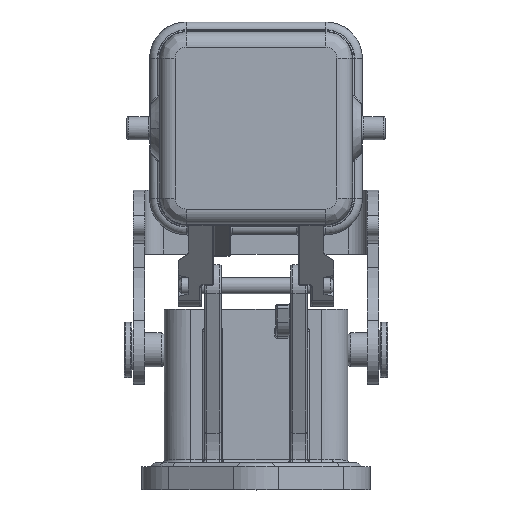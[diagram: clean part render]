
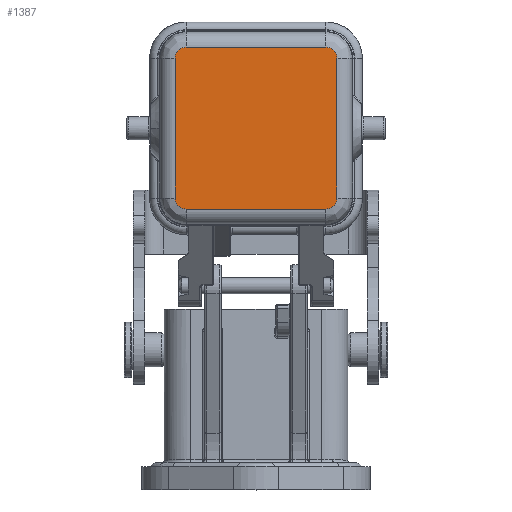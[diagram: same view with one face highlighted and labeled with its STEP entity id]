
A CAD part, top view. The second image highlights one B-rep face of the part: STEP entity #1387.
In plain terms, the highlighted planar face has unit normal (0, 0, 1).
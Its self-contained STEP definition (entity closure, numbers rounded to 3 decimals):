
#917=CIRCLE('',#9181,1.429);
#918=CIRCLE('',#9182,1.429);
#919=CIRCLE('',#9183,1.429);
#920=CIRCLE('',#9184,1.429);
#1387=ADVANCED_FACE('',(#2114),#1939,.T.);
#1939=PLANE('',#9185);
#2114=FACE_OUTER_BOUND('',#2615,.T.);
#2615=EDGE_LOOP('',(#3368,#3369,#3370,#3371,#3372,#3373,#3374,#3375));
#3368=ORIENTED_EDGE('',*,*,#6808,.F.);
#3369=ORIENTED_EDGE('',*,*,#6809,.F.);
#3370=ORIENTED_EDGE('',*,*,#6810,.F.);
#3371=ORIENTED_EDGE('',*,*,#6811,.F.);
#3372=ORIENTED_EDGE('',*,*,#6804,.F.);
#3373=ORIENTED_EDGE('',*,*,#6812,.F.);
#3374=ORIENTED_EDGE('',*,*,#6813,.F.);
#3375=ORIENTED_EDGE('',*,*,#6814,.F.);
#5966=VERTEX_POINT('',#12930);
#5967=VERTEX_POINT('',#12931);
#5970=VERTEX_POINT('',#12939);
#5971=VERTEX_POINT('',#12940);
#5972=VERTEX_POINT('',#12942);
#5973=VERTEX_POINT('',#12944);
#5974=VERTEX_POINT('',#12947);
#5975=VERTEX_POINT('',#12949);
#6804=EDGE_CURVE('',#5966,#5967,#8078,.T.);
#6808=EDGE_CURVE('',#5970,#5971,#8080,.T.);
#6809=EDGE_CURVE('',#5972,#5970,#917,.T.);
#6810=EDGE_CURVE('',#5973,#5972,#8081,.T.);
#6811=EDGE_CURVE('',#5967,#5973,#918,.T.);
#6812=EDGE_CURVE('',#5974,#5966,#919,.T.);
#6813=EDGE_CURVE('',#5975,#5974,#8082,.T.);
#6814=EDGE_CURVE('',#5971,#5975,#920,.T.);
#8078=LINE('',#12929,#8632);
#8080=LINE('',#12938,#8634);
#8081=LINE('',#12943,#8635);
#8082=LINE('',#12948,#8636);
#8632=VECTOR('',#10303,1.);
#8634=VECTOR('',#10311,1.);
#8635=VECTOR('',#10314,1.);
#8636=VECTOR('',#10319,1.);
#9181=AXIS2_PLACEMENT_3D('',#12941,#10312,#10313);
#9182=AXIS2_PLACEMENT_3D('',#12945,#10315,#10316);
#9183=AXIS2_PLACEMENT_3D('',#12946,#10317,#10318);
#9184=AXIS2_PLACEMENT_3D('',#12950,#10320,#10321);
#9185=AXIS2_PLACEMENT_3D('',#12951,#10322,#10323);
#10303=DIRECTION('',(1.,0.,0.));
#10311=DIRECTION('',(-1.,0.,0.));
#10312=DIRECTION('',(0.,0.,-1.));
#10313=DIRECTION('',(0.,1.,0.));
#10314=DIRECTION('',(0.,-1.,0.));
#10315=DIRECTION('',(0.,0.,-1.));
#10316=DIRECTION('',(0.,1.,0.));
#10317=DIRECTION('',(0.,0.,-1.));
#10318=DIRECTION('',(0.,1.,0.));
#10319=DIRECTION('',(0.,1.,0.));
#10320=DIRECTION('',(0.,0.,-1.));
#10321=DIRECTION('',(0.,1.,0.));
#10322=DIRECTION('',(0.,0.,1.));
#10323=DIRECTION('',(0.,-1.,0.));
#12929=CARTESIAN_POINT('',(9.16,56.229,115.4));
#12930=CARTESIAN_POINT('',(-9.1,56.229,115.4));
#12931=CARTESIAN_POINT('',(9.1,56.229,115.4));
#12938=CARTESIAN_POINT('',(-9.16,35.171,115.4));
#12939=CARTESIAN_POINT('',(9.1,35.171,115.4));
#12940=CARTESIAN_POINT('',(-9.1,35.171,115.4));
#12941=CARTESIAN_POINT('',(9.1,36.6,115.4));
#12942=CARTESIAN_POINT('',(10.529,36.6,115.4));
#12943=CARTESIAN_POINT('',(10.529,36.54,115.4));
#12944=CARTESIAN_POINT('',(10.529,54.8,115.4));
#12945=CARTESIAN_POINT('',(9.1,54.8,115.4));
#12946=CARTESIAN_POINT('',(-9.1,54.8,115.4));
#12947=CARTESIAN_POINT('',(-10.529,54.8,115.4));
#12948=CARTESIAN_POINT('',(-10.529,54.86,115.4));
#12949=CARTESIAN_POINT('',(-10.529,36.6,115.4));
#12950=CARTESIAN_POINT('',(-9.1,36.6,115.4));
#12951=CARTESIAN_POINT('',(0.,45.7,115.4));
